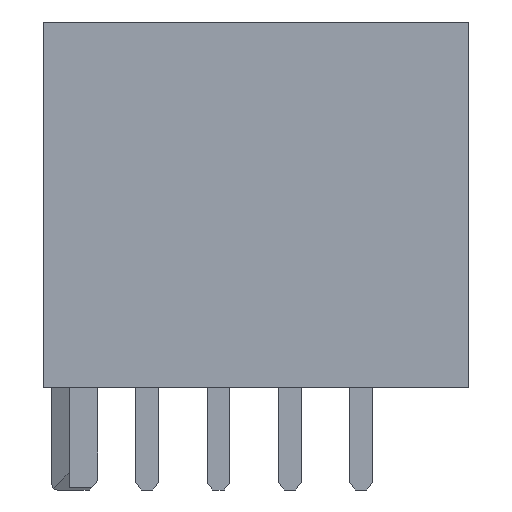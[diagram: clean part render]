
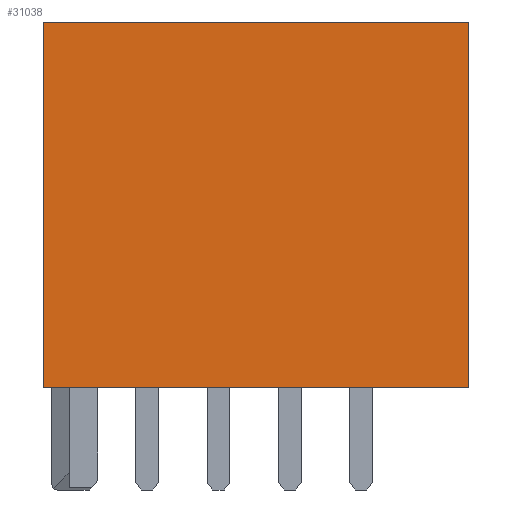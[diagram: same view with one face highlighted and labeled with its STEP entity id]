
A CAD part, left-side view. The second image highlights one B-rep face of the part: STEP entity #31038.
In plain terms, the highlighted planar face has unit normal (-1, 0, 0).
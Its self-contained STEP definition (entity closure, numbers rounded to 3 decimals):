
#4303=ORIENTED_EDGE('',*,*,#9483,.F.);
#4304=ORIENTED_EDGE('',*,*,#9696,.F.);
#4305=ORIENTED_EDGE('',*,*,#9492,.F.);
#4306=ORIENTED_EDGE('',*,*,#9475,.F.);
#9475=EDGE_CURVE('',#12304,#12305,#14894,.T.);
#9483=EDGE_CURVE('',#12310,#12304,#14902,.T.);
#9492=EDGE_CURVE('',#12305,#12315,#14911,.T.);
#9696=EDGE_CURVE('',#12315,#12310,#15115,.T.);
#12304=VERTEX_POINT('',#43526);
#12305=VERTEX_POINT('',#43528);
#12310=VERTEX_POINT('',#43542);
#12315=VERTEX_POINT('',#43563);
#14894=LINE('',#43527,#18086);
#14902=LINE('',#43543,#18094);
#14911=LINE('',#43562,#18103);
#15115=LINE('',#43932,#18307);
#18086=VECTOR('',#36509,1000.);
#18094=VECTOR('',#36521,1000.);
#18103=VECTOR('',#36542,1000.);
#18307=VECTOR('',#36948,1000.);
#19695=EDGE_LOOP('',(#4303,#4304,#4305,#4306));
#20906=FACE_BOUND('',#19695,.T.);
#22029=PLANE('',#32331);
#31038=ADVANCED_FACE('',(#20906),#22029,.F.);
#32331=AXIS2_PLACEMENT_3D('',#43931,#36946,#36947);
#36509=DIRECTION('',(0.,1.,0.));
#36521=DIRECTION('',(0.,0.,-1.));
#36542=DIRECTION('',(0.,0.,1.));
#36946=DIRECTION('',(1.,0.,0.));
#36947=DIRECTION('',(0.,0.,1.));
#36948=DIRECTION('',(0.,-1.,0.));
#43526=CARTESIAN_POINT('',(-26.,-7.45,-6.4));
#43527=CARTESIAN_POINT('',(-26.,-7.45,-6.4));
#43528=CARTESIAN_POINT('',(-26.,7.45,-6.4));
#43542=CARTESIAN_POINT('',(-26.,-7.45,6.4));
#43543=CARTESIAN_POINT('',(-26.,-7.45,6.4));
#43562=CARTESIAN_POINT('',(-26.,7.45,-6.4));
#43563=CARTESIAN_POINT('',(-26.,7.45,6.4));
#43931=CARTESIAN_POINT('',(-26.,0.,0.));
#43932=CARTESIAN_POINT('',(-26.,7.45,6.4));
